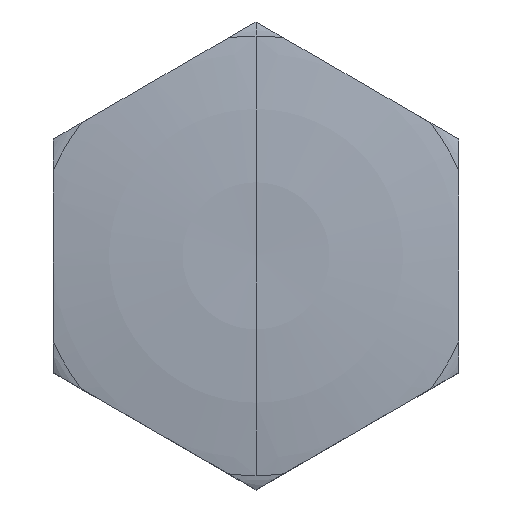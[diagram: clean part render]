
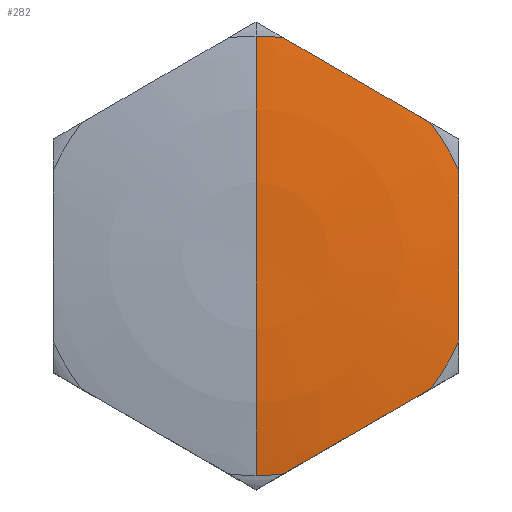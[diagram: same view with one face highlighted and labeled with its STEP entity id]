
A CAD part, top view. The second image highlights one B-rep face of the part: STEP entity #282.
In plain terms, the highlighted toroidal (fillet/blend) face has major radius 2.798 mm and minor radius 55 mm.
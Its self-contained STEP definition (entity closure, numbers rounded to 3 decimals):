
#29 = CIRCLE ( 'NONE', #49, 11.932 ) ;
#40 = CARTESIAN_POINT ( 'NONE',  ( 11., 3.087, 9.408 ) ) ;
#49 = AXIS2_PLACEMENT_3D ( 'NONE', #1093, #677, #413 ) ;
#53 = VERTEX_POINT ( 'NONE', #446 ) ;
#59 = B_SPLINE_CURVE_WITH_KNOTS ( 'NONE', 3,
 ( #750, #235, #580, #158, #1096 ),
 .UNSPECIFIED., .F., .F.,
 ( 4, 1, 4 ),
 ( 0., 0.005, 0.009 ),
 .UNSPECIFIED. ) ;
#61 = CIRCLE ( 'NONE', #459, 11.932 ) ;
#75 = EDGE_CURVE ( 'NONE', #889, #870, #407, .T. ) ;
#78 = ORIENTED_EDGE ( 'NONE', *, *, #1000, .T. ) ;
#97 = EDGE_CURVE ( 'NONE', #294, #412, #928, .T. ) ;
#105 = DIRECTION ( 'NONE',  ( 0., 1., 0. ) ) ;
#110 = DIRECTION ( 'NONE',  ( 0., 0., -1. ) ) ;
#112 = CARTESIAN_POINT ( 'NONE',  ( 11., -3.086, 9.408 ) ) ;
#134 = CARTESIAN_POINT ( 'NONE',  ( 11., -4.623, 9.307 ) ) ;
#146 = CARTESIAN_POINT ( 'NONE',  ( 9.504, -7.215, 9.307 ) ) ;
#158 = CARTESIAN_POINT ( 'NONE',  ( 2.831, 11.067, 9.408 ) ) ;
#162 = CARTESIAN_POINT ( 'NONE',  ( 9.504, 7.215, 9.307 ) ) ;
#163 = VERTEX_POINT ( 'NONE', #387 ) ;
#168 = EDGE_CURVE ( 'NONE', #163, #440, #948, .T. ) ;
#192 = CARTESIAN_POINT ( 'NONE',  ( 0., -11.932, 9.307 ) ) ;
#202 = CARTESIAN_POINT ( 'NONE',  ( 0., 2.798, -44.929 ) ) ;
#205 = AXIS2_PLACEMENT_3D ( 'NONE', #822, #578, #390 ) ;
#235 = CARTESIAN_POINT ( 'NONE',  ( 8.169, 7.985, 9.408 ) ) ;
#252 = EDGE_CURVE ( 'NONE', #559, #870, #61, .T. ) ;
#266 = DIRECTION ( 'NONE',  ( 0., 1., 0. ) ) ;
#271 = FACE_OUTER_BOUND ( 'NONE', #702, .T. ) ;
#278 = DIRECTION ( 'NONE',  ( -1., 0., 0. ) ) ;
#282 = ADVANCED_FACE ( 'NONE', ( #271 ), #898, .T. ) ;
#294 = VERTEX_POINT ( 'NONE', #680 ) ;
#353 = ORIENTED_EDGE ( 'NONE', *, *, #886, .T. ) ;
#362 = CARTESIAN_POINT ( 'NONE',  ( 11., 4.623, 9.307 ) ) ;
#365 = CIRCLE ( 'NONE', #1005, 11.932 ) ;
#367 = CIRCLE ( 'NONE', #986, 55. ) ;
#387 = CARTESIAN_POINT ( 'NONE',  ( 1.496, -11.838, 9.307 ) ) ;
#390 = DIRECTION ( 'NONE',  ( 0., 1., 0. ) ) ;
#391 = ORIENTED_EDGE ( 'NONE', *, *, #97, .F. ) ;
#395 = CARTESIAN_POINT ( 'NONE',  ( 11., 4.623, 9.307 ) ) ;
#407 = B_SPLINE_CURVE_WITH_KNOTS ( 'NONE', 3,
 ( #992, #112, #971, #636, #40, #362 ),
 .UNSPECIFIED., .F., .F.,
 ( 4, 2, 4 ),
 ( 0.348, 0.352, 0.357 ),
 .UNSPECIFIED. ) ;
#412 = VERTEX_POINT ( 'NONE', #1066 ) ;
#413 = DIRECTION ( 'NONE',  ( 0., 1., 0. ) ) ;
#438 = ORIENTED_EDGE ( 'NONE', *, *, #75, .T. ) ;
#439 = AXIS2_PLACEMENT_3D ( 'NONE', #202, #278, #1073 ) ;
#440 = VERTEX_POINT ( 'NONE', #192 ) ;
#446 = CARTESIAN_POINT ( 'NONE',  ( 9.504, -7.215, 9.307 ) ) ;
#451 = EDGE_CURVE ( 'NONE', #412, #545, #365, .T. ) ;
#459 = AXIS2_PLACEMENT_3D ( 'NONE', #874, #511, #266 ) ;
#473 = DIRECTION ( 'NONE',  ( 0., 1., 0. ) ) ;
#495 = CARTESIAN_POINT ( 'NONE',  ( 2.831, -11.067, 9.408 ) ) ;
#503 = CARTESIAN_POINT ( 'NONE',  ( 0., 0., -44.929 ) ) ;
#511 = DIRECTION ( 'NONE',  ( 0., 0., -1. ) ) ;
#545 = VERTEX_POINT ( 'NONE', #686 ) ;
#556 = CARTESIAN_POINT ( 'NONE',  ( 0., 0., 9.307 ) ) ;
#559 = VERTEX_POINT ( 'NONE', #162 ) ;
#563 = CARTESIAN_POINT ( 'NONE',  ( 0., -2.798, -44.929 ) ) ;
#574 = CARTESIAN_POINT ( 'NONE',  ( 1.496, -11.838, 9.307 ) ) ;
#578 = DIRECTION ( 'NONE',  ( 0., 0., -1. ) ) ;
#580 = CARTESIAN_POINT ( 'NONE',  ( 5.5, 9.526, 9.504 ) ) ;
#601 = ORIENTED_EDGE ( 'NONE', *, *, #252, .F. ) ;
#605 = AXIS2_PLACEMENT_3D ( 'NONE', #503, #848, #935 ) ;
#627 = B_SPLINE_CURVE_WITH_KNOTS ( 'NONE', 3,
 ( #574, #495, #820, #836, #146 ),
 .UNSPECIFIED., .F., .F.,
 ( 4, 1, 4 ),
 ( 0., 0.005, 0.009 ),
 .UNSPECIFIED. ) ;
#636 = CARTESIAN_POINT ( 'NONE',  ( 11., 1.547, 9.456 ) ) ;
#652 = ORIENTED_EDGE ( 'NONE', *, *, #451, .F. ) ;
#677 = DIRECTION ( 'NONE',  ( 0., 0., -1. ) ) ;
#680 = CARTESIAN_POINT ( 'NONE',  ( 0., 0., 10. ) ) ;
#686 = CARTESIAN_POINT ( 'NONE',  ( 1.496, 11.838, 9.307 ) ) ;
#702 = EDGE_LOOP ( 'NONE', ( #391, #353, #734, #78, #944, #438, #601, #720, #652 ) ) ;
#720 = ORIENTED_EDGE ( 'NONE', *, *, #1086, .T. ) ;
#734 = ORIENTED_EDGE ( 'NONE', *, *, #168, .F. ) ;
#750 = CARTESIAN_POINT ( 'NONE',  ( 9.504, 7.215, 9.307 ) ) ;
#820 = CARTESIAN_POINT ( 'NONE',  ( 5.5, -9.526, 9.504 ) ) ;
#822 = CARTESIAN_POINT ( 'NONE',  ( 0., 0., 9.307 ) ) ;
#836 = CARTESIAN_POINT ( 'NONE',  ( 8.169, -7.985, 9.408 ) ) ;
#848 = DIRECTION ( 'NONE',  ( 0., 0., -1. ) ) ;
#870 = VERTEX_POINT ( 'NONE', #395 ) ;
#874 = CARTESIAN_POINT ( 'NONE',  ( 0., 0., 9.307 ) ) ;
#886 = EDGE_CURVE ( 'NONE', #294, #440, #367, .T. ) ;
#889 = VERTEX_POINT ( 'NONE', #134 ) ;
#898 = TOROIDAL_SURFACE ( 'NONE', #605, 2.798, 55. ) ;
#911 = DIRECTION ( 'NONE',  ( 1., 0., 0. ) ) ;
#928 = CIRCLE ( 'NONE', #439, 55. ) ;
#935 = DIRECTION ( 'NONE',  ( 0., 1., 0. ) ) ;
#944 = ORIENTED_EDGE ( 'NONE', *, *, #1072, .F. ) ;
#948 = CIRCLE ( 'NONE', #205, 11.932 ) ;
#971 = CARTESIAN_POINT ( 'NONE',  ( 11., -1.541, 9.456 ) ) ;
#986 = AXIS2_PLACEMENT_3D ( 'NONE', #563, #911, #473 ) ;
#992 = CARTESIAN_POINT ( 'NONE',  ( 11., -4.623, 9.307 ) ) ;
#1000 = EDGE_CURVE ( 'NONE', #163, #53, #627, .T. ) ;
#1005 = AXIS2_PLACEMENT_3D ( 'NONE', #556, #110, #105 ) ;
#1066 = CARTESIAN_POINT ( 'NONE',  ( 0., 11.932, 9.307 ) ) ;
#1072 = EDGE_CURVE ( 'NONE', #889, #53, #29, .T. ) ;
#1073 = DIRECTION ( 'NONE',  ( 0., 0., 1. ) ) ;
#1086 = EDGE_CURVE ( 'NONE', #559, #545, #59, .T. ) ;
#1093 = CARTESIAN_POINT ( 'NONE',  ( 0., 0., 9.307 ) ) ;
#1096 = CARTESIAN_POINT ( 'NONE',  ( 1.496, 11.838, 9.307 ) ) ;
